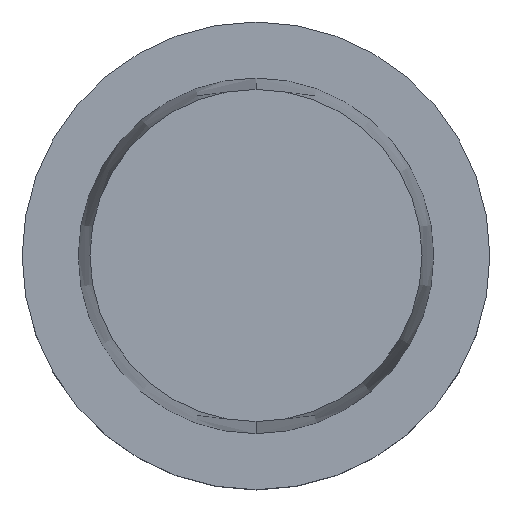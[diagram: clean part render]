
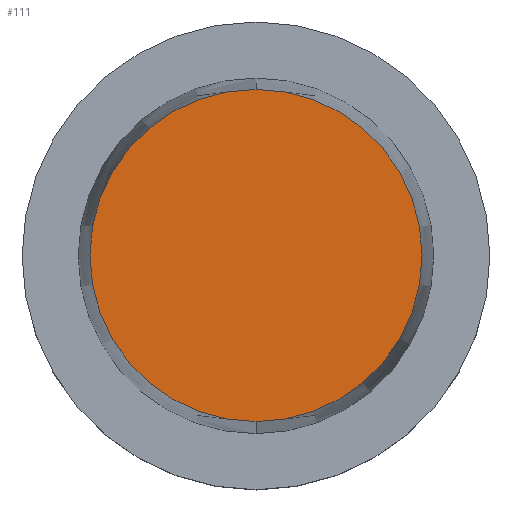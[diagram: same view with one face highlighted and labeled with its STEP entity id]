
A CAD part, top view. The second image highlights one B-rep face of the part: STEP entity #111.
In plain terms, the highlighted planar face has unit normal (0, 0, 1).
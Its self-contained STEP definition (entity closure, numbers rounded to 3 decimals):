
#111=ADVANCED_FACE('',(#127),#119,.F.);
#119=PLANE('',#379);
#127=FACE_OUTER_BOUND('',#159,.T.);
#159=EDGE_LOOP('',(#218,#219));
#218=ORIENTED_EDGE('',*,*,#282,.F.);
#219=ORIENTED_EDGE('',*,*,#283,.T.);
#251=VERTEX_POINT('',#565);
#252=VERTEX_POINT('',#566);
#282=EDGE_CURVE('',#251,#252,#309,.T.);
#283=EDGE_CURVE('',#251,#252,#310,.T.);
#309=CIRCLE('',#377,35.503);
#310=CIRCLE('',#378,35.503);
#377=AXIS2_PLACEMENT_3D('',#564,#478,#479);
#378=AXIS2_PLACEMENT_3D('',#567,#480,#481);
#379=AXIS2_PLACEMENT_3D('',#568,#482,#483);
#478=DIRECTION('',(0.,0.,-1.));
#479=DIRECTION('',(0.,1.,0.));
#480=DIRECTION('',(0.,0.,1.));
#481=DIRECTION('',(0.,1.,0.));
#482=DIRECTION('',(0.,0.,-1.));
#483=DIRECTION('',(0.,1.,0.));
#564=CARTESIAN_POINT('',(0.,0.,50.));
#565=CARTESIAN_POINT('',(0.,35.503,50.));
#566=CARTESIAN_POINT('',(0.,-35.503,50.));
#567=CARTESIAN_POINT('',(0.,0.,50.));
#568=CARTESIAN_POINT('',(0.,-35.503,50.));
